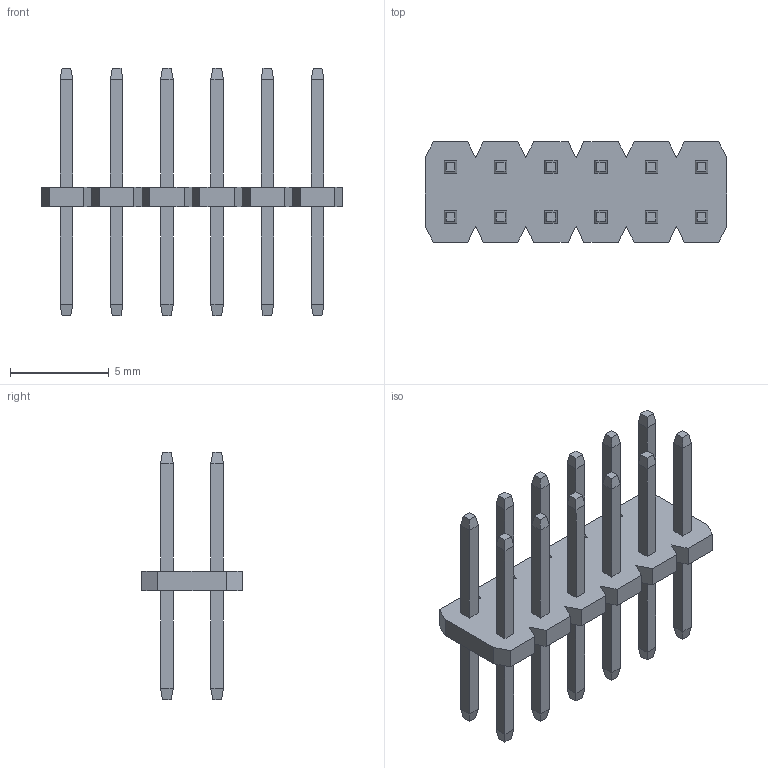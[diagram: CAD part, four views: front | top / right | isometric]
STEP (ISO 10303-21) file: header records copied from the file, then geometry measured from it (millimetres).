
FILE_DESCRIPTION (( 'STEP AP214' ), '1' );
FILE_NAME ('FPH25452-D12S1014191710B-REF.STEP', '2026-01-09T02:19:39', ( '' ), ( '' ), 'SwSTEP 2.0', 'SolidWorks 2021', '' );
FILE_SCHEMA (( 'AUTOMOTIVE_DESIGN' ));
Length unit declared in the file: millimetre
Products named in the file (1): FPH25452-D12S1014191710B-REF
Bounding box: 15.24 x 5.08 x 12.5 mm (x, y, z)
Volume: 128.5 mm3; surface area: 539.6 mm2
Topology: 1 solids, 1 shells, 256 faces, 594 edges, 364 vertices
Faces by surface type: plane 256
Entity records: 7024 total; most frequent: CARTESIAN_POINT 1215, ORIENTED_EDGE 1188, DIRECTION 1108, VECTOR 594, LINE 594, EDGE_CURVE 594, VERTEX_POINT 364, EDGE_LOOP 280
